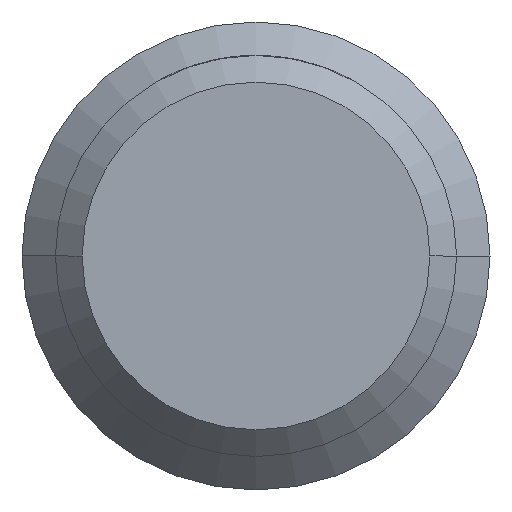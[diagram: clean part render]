
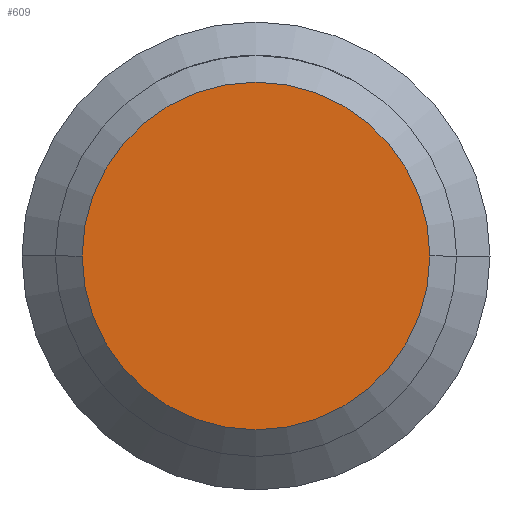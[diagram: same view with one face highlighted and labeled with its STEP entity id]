
A CAD part, front view. The second image highlights one B-rep face of the part: STEP entity #609.
In plain terms, the highlighted planar face has unit normal (0, -1, 0).
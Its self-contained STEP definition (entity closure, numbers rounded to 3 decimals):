
#81 = AXIS2_PLACEMENT_3D ( 'NONE', #2446, #181, #2653 ) ;
#108 = EDGE_LOOP ( 'NONE', ( #887, #1549 ) ) ;
#126 = CIRCLE ( 'NONE', #454, 1.3 ) ;
#181 = DIRECTION ( 'NONE',  ( 0., -1., 0. ) ) ;
#454 = AXIS2_PLACEMENT_3D ( 'NONE', #2228, #1528, #1986 ) ;
#456 = VERTEX_POINT ( 'NONE', #2404 ) ;
#609 = ADVANCED_FACE ( 'Defeature ausgef�hrt2_2', ( #962 ), #1077, .T. ) ;
#887 = ORIENTED_EDGE ( 'NONE', *, *, #2065, .T. ) ;
#914 = AXIS2_PLACEMENT_3D ( 'NONE', #2218, #2696, #1547 ) ;
#933 = VERTEX_POINT ( 'NONE', #2598 ) ;
#962 = FACE_OUTER_BOUND ( 'NONE', #108, .T. ) ;
#1077 = PLANE ( 'NONE',  #914 ) ;
#1107 = EDGE_CURVE ( 'Defeature ausgef�hrt2_2+Defeature ausgef�hrt2_1+Defeature ausgef�hrt2_1+Defeature ausgef�hrt2_1', #933, #456, #126, .T. ) ;
#1528 = DIRECTION ( 'NONE',  ( 0., -1., 0. ) ) ;
#1547 = DIRECTION ( 'NONE',  ( 1., 0., 0. ) ) ;
#1549 = ORIENTED_EDGE ( 'NONE', *, *, #1107, .T. ) ;
#1986 = DIRECTION ( 'NONE',  ( 1., 0., 0. ) ) ;
#2065 = EDGE_CURVE ( 'Defeature ausgef�hrt2_2+Defeature ausgef�hrt2_1+Defeature ausgef�hrt2_1+Defeature ausgef�hrt2_1', #456, #933, #2232, .T. ) ;
#2218 = CARTESIAN_POINT ( 'NONE',  ( 0., 0., 0. ) ) ;
#2228 = CARTESIAN_POINT ( 'NONE',  ( 0., 0., 0. ) ) ;
#2232 = CIRCLE ( 'NONE', #81, 1.3 ) ;
#2404 = CARTESIAN_POINT ( 'NONE',  ( -1.3, 0., 0. ) ) ;
#2446 = CARTESIAN_POINT ( 'NONE',  ( 0., 0., 0. ) ) ;
#2598 = CARTESIAN_POINT ( 'NONE',  ( 1.3, 0., 0. ) ) ;
#2653 = DIRECTION ( 'NONE',  ( 1., 0., 0. ) ) ;
#2696 = DIRECTION ( 'NONE',  ( 0., -1., 0. ) ) ;
